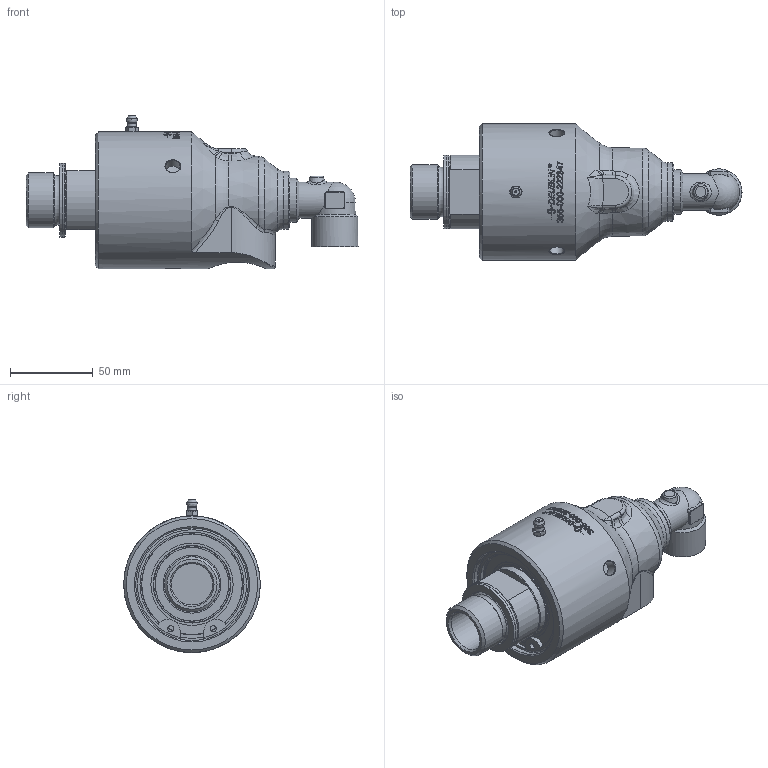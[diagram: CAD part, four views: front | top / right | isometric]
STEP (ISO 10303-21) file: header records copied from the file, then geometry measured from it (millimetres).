
FILE_DESCRIPTION(/* description */ (''),/* implementation_level */ '2;1');
FILE_NAME(/* name */ '355-000-222347-IC.stp',/* time_stamp */ '2020-05-17T18:57:21-05:00',/* author */ ('Moorera'),/* organization */ (''),/* preprocessor_version */ 'ST-DEVELOPER v18.1',/* originating_system */ 'Autodesk Inventor 2020',/* authorisation */ '');
FILE_SCHEMA (('AUTOMOTIVE_DESIGN { 1 0 10303 214 3 1 1 }'));
Length unit declared in the file: millimetre
Products named in the file (1): 355-000-222347-IC
Bounding box: 200.71 x 82.6 x 92.59 mm (x, y, z)
Volume: 506379.4 mm3; surface area: 56509.2 mm2
Topology: 1 solids, 5 shells, 623 faces, 1665 edges, 1096 vertices
Faces by surface type: plane 269, bspline 187, cylinder 105, cone 36, torus 21, sphere 5
Full cylindrical faces by diameter (mm): 3 x1, 3.12 x2, 3.72 x2, 5.359 x1, 8.6 x3, 17.475 x1, 22 x1, 25 x1, 28 x1, 28.575 x1, 33.249 x1, 34.9 x2, 37.13 x1, 44.5 x1, 44.65 x2, 49.775 x1, 60.725 x1, 61.1 x1, 68.1 x1, 82.6 x1
Entity records: 26753 total; most frequent: CARTESIAN_POINT 11696, ORIENTED_EDGE 3312, DIRECTION 2755, EDGE_CURVE 1656, AXIS2_PLACEMENT_3D 1098, VERTEX_POINT 1096, EDGE_LOOP 683, FACE_OUTER_BOUND 623
